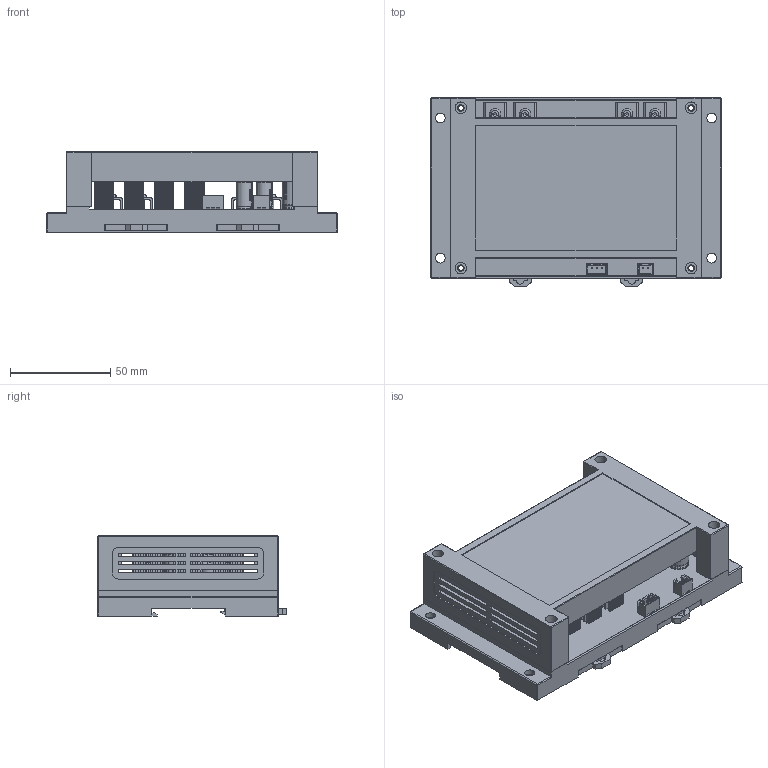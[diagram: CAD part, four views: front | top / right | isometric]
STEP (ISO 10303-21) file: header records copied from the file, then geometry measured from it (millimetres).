
FILE_DESCRIPTION(/* description */ ('Unknown'),/* implementation_level */ '2;1');
FILE_NAME(/* name */ '2578AY-BDLC -3000W-PMW-ASSY',/* time_stamp */ '2024-04-07T20:18:07-04:00',/* author */ ('Unknown'),/* organization */ ('Unknown'),/* preprocessor_version */ 'ST-DEVELOPER v18.102',/* originating_system */ 'Solid Edge',/* authorisation */ 'Unknown');
FILE_SCHEMA (('AUTOMOTIVE_DESIGN {1 0 10303 214 3 1 1}'));
Length unit declared in the file: millimetre
Products named in the file (17): 2578AY-BDLC -3000W-PMW-ASSY; BOARD; 330uF 50V electr -10x20mm -P.diameter 5mm; CONNECTOR WHITE JST XH 2 PIN - 2,54 mm; CONNECTOR WHITE JST XH 3 PIN - 2,54 mm; TO220_Assembly_3pin; TO3B_(TO220); TO220_Heat_sink; 100uF 50V electr -8x14mm -P.diameter 4mm; Box AK-P-06; 14_7909; 18_1772; 0_15533; 0_13124; wire-connector-small-assy; Wire-connector-small; BUTTON-M3x8
Assembly tree (34 placements, depth 3):
  2578AY-BDLC -3000W-PMW-ASSY
    BOARD
    330uF 50V electr -10x20mm -P.diameter 5mm  x4
    CONNECTOR WHITE JST XH 2 PIN - 2,54 mm
    CONNECTOR WHITE JST XH 3 PIN - 2,54 mm
    TO220_Assembly_3pin  x12
      TO3B_(TO220)
      TO220_Heat_sink
    100uF 50V electr -8x14mm -P.diameter 4mm  x2
    Box AK-P-06
      14_7909
      18_1772
      0_15533
      0_13124
    wire-connector-small-assy  x4
      Wire-connector-small
      BUTTON-M3x8
Bounding box: 145 x 94 x 40 mm (x, y, z)
Volume: 127829.2 mm3; surface area: 147788.4 mm2
Topology: 63 solids, 103 shells, 4714 faces, 14076 edges, 9666 vertices
Faces by surface type: plane 3289, cylinder 1160, torus 172, bspline 73, sphere 12, cone 8
Full cylindrical faces by diameter (mm): 0.5 x9, 0.59 x2, 0.6 x8, 0.69 x4, 0.7 x4, 0.8 x8, 0.81 x2, 0.91 x4, 1 x36, 1.915 x2, 2.135 x2, 2.4 x3, 2.415 x4, 2.459 x4, 2.5 x1, 2.6 x12, 2.635 x4, 3 x8, 3.24 x2, 3.3 x4, 3.8 x12, 4.14 x4, 4.785 x2, 4.9 x4, 5.8 x4, 5.865 x4, 5.89 x2, 6.085 x4, 6.11 x2, 7 x4
Entity records: 59012 total; most frequent: CARTESIAN_POINT 13489, ORIENTED_EDGE 8528, DIRECTION 7117, EDGE_CURVE 4264, VERTEX_POINT 2933, LINE 2667, VECTOR 2667, AXIS2_PLACEMENT_3D 2225
